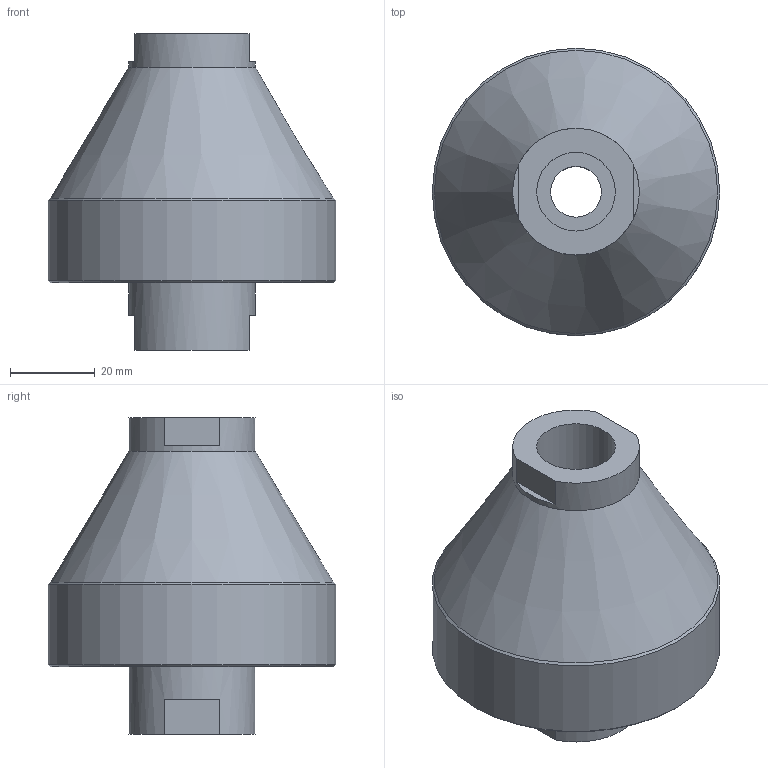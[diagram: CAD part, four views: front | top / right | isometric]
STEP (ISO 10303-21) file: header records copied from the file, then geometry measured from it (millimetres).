
FILE_DESCRIPTION(/* description */ ('STEP AP203'),/* implementation_level */ '2;1');
FILE_NAME(/* name */ 'Swivel Joint DVL 16',/* time_stamp */ '2023-10-09T14:48:18+02:00',/* author */ ('License CC BY-ND 4.0'),/* organization */ ('CADENAS'),/* preprocessor_version */ 'ST-DEVELOPER v19.3',/* originating_system */ 'PARTsolutions',/* authorisation */ ' ');
FILE_SCHEMA (('CONFIG_CONTROL_DESIGN'));
Length unit declared in the file: millimetre
Products named in the file (1): Rohrdrehgelenk DVL 16
Bounding box: 68 x 68 x 75 mm (x, y, z)
Volume: 135291.2 mm3; surface area: 19649.7 mm2
Topology: 1 solids, 1 shells, 22 faces, 49 edges, 32 vertices
Faces by surface type: plane 13, cylinder 6, cone 3
Full cylindrical faces by diameter (mm): 12 x1, 18.631 x2, 30 x2, 68 x1
Entity records: 570 total; most frequent: DIRECTION 102, CARTESIAN_POINT 87, ORIENTED_EDGE 72, AXIS2_PLACEMENT_3D 43, EDGE_CURVE 36, EDGE_LOOP 36, FACE_BOUND 36, VERTEX_POINT 28
